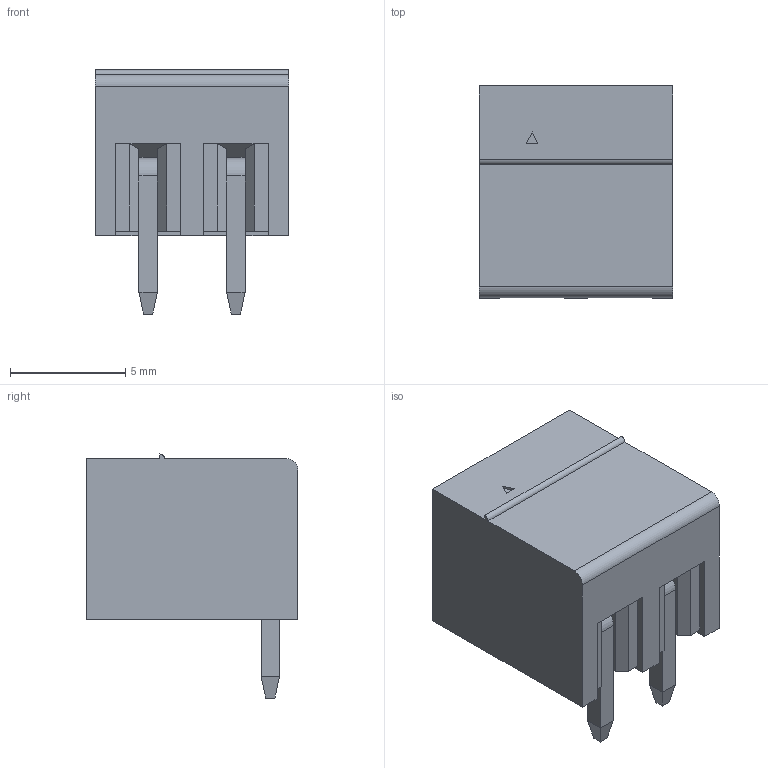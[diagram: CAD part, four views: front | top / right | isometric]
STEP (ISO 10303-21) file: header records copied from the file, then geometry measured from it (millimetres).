
FILE_DESCRIPTION (( 'STEP AP214' ), '1' );
FILE_NAME ('15EDGRC-3.81-02P-14-00AH.STEP', '2021-02-01T22:21:42', ( '' ), ( '' ), 'SwSTEP 2.0', 'SolidWorks 2020', '' );
FILE_SCHEMA (( 'AUTOMOTIVE_DESIGN' ));
Length unit declared in the file: millimetre
Products named in the file (1): 15EDGRC-3.81-02P-14-00AH
Bounding box: 8.41 x 9.2 x 10.6 mm (x, y, z)
Volume: 281 mm3; surface area: 842.8 mm2
Topology: 1 solids, 3 shells, 462 faces, 1232 edges, 812 vertices
Faces by surface type: plane 296, bspline 152, cylinder 8, torus 4, cone 2
Entity records: 25518 total; most frequent: CARTESIAN_POINT 11411, ORIENTED_EDGE 2464, DIRECTION 1580, EDGE_CURVE 1232, LINE 898, VECTOR 898, VERTEX_POINT 812, EDGE_LOOP 498
